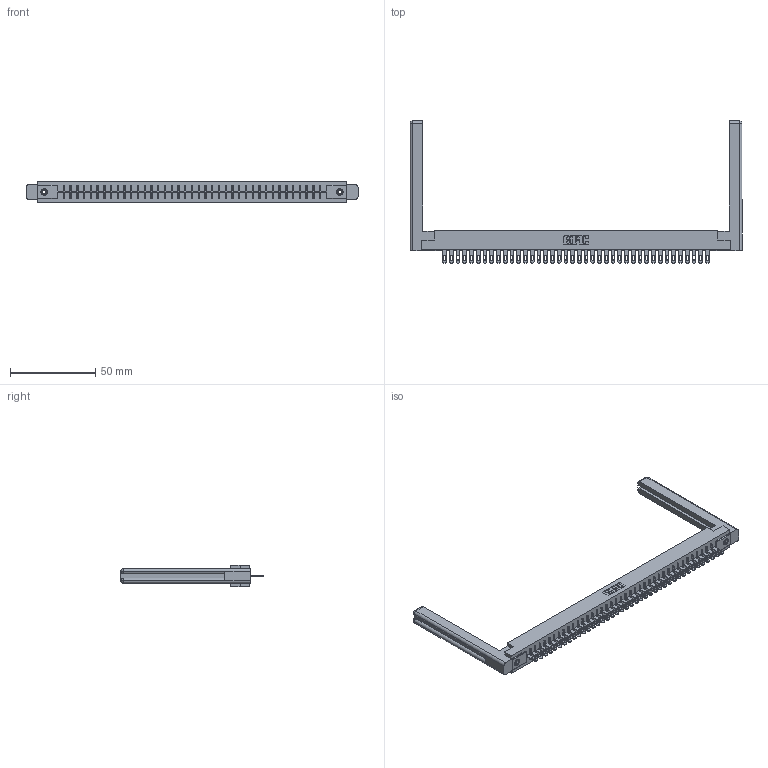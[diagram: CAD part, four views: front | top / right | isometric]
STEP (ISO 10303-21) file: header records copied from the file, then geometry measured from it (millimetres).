
FILE_DESCRIPTION (( 'STEP AP203' ), '1' );
FILE_NAME ('306-040-500-158.STEP', '2019-09-12T00:20:16', ( '' ), ( '' ), 'SwSTEP 2.0', 'SolidWorks 2016', '' );
FILE_SCHEMA (( 'CONFIG_CONTROL_DESIGN' ));
Length unit declared in the file: inch
Products named in the file (5): 306 Part_.156 Dia; 306-040-500-158; 345-250-001_345-250-001-102; 306-290-001_100; 307-220-058
Assembly tree (45 placements, depth 2):
  306-040-500-158
    306 Part_.156 Dia
    306-290-001_100  x40
    345-250-001_345-250-001-102  x2
    307-220-058  x2
Bounding box: 195.12 x 83.52 x 12.7 mm (x, y, z)
Volume: 28760.1 mm3; surface area: 28070.4 mm2
Topology: 45 solids, 45 shells, 3298 faces, 9270 edges, 5952 vertices
Faces by surface type: plane 2152, cylinder 962, sphere 160, cone 12, torus 12
Entity records: 40358 total; most frequent: CARTESIAN_POINT 6786, ORIENTED_EDGE 6670, DIRECTION 6647, EDGE_CURVE 3335, LINE 2601, VECTOR 2601, VERTEX_POINT 2108, AXIS2_PLACEMENT_3D 2023
